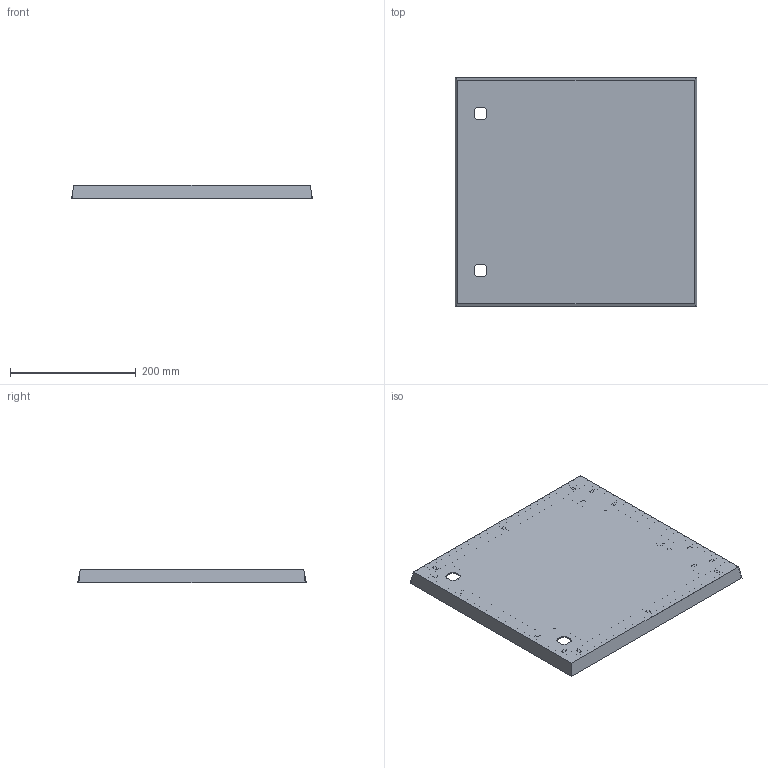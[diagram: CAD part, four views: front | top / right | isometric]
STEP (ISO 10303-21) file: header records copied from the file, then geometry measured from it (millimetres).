
FILE_DESCRIPTION (( 'STEP AP214' ), '1' );
FILE_NAME ('3353-4040-01-00.step', '2024-01-10T13:35:56', ( '' ), ( '' ), 'SwSTEP 2.0', 'SolidWorks 2019', '' );
FILE_SCHEMA (( 'AUTOMOTIVE_DESIGN' ));
Length unit declared in the file: millimetre
Products named in the file (1): 3353-4040-01-00
Bounding box: 384 x 364 x 22 mm (x, y, z)
Volume: 334858.7 mm3; surface area: 454800.7 mm2
Topology: 9 solids, 9 shells, 714 faces, 1754 edges, 1124 vertices
Faces by surface type: plane 436, cylinder 278
Entity records: 21720 total; most frequent: DIRECTION 3904, CARTESIAN_POINT 3593, ORIENTED_EDGE 3508, EDGE_CURVE 1754, AXIS2_PLACEMENT_3D 1435, VERTEX_POINT 1124, VECTOR 1034, LINE 1034
